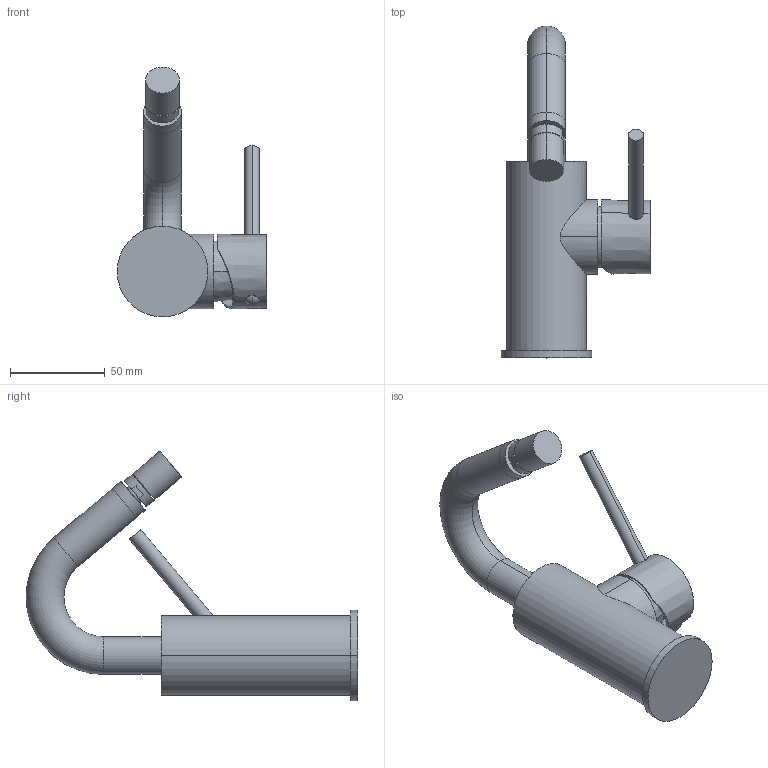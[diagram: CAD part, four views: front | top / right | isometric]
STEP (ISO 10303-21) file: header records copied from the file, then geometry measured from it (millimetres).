
FILE_DESCRIPTION((''),'2;1');
FILE_NAME('LIG938CR','2021-01-21T15:57:19',('ut3'),('PAFFONI SpA'),'CREO PARAMETRIC BY PTC INC, 2020044','CREO PARAMETRIC BY PTC INC, 2020044','');
FILE_SCHEMA(('CONFIG_CONTROL_DESIGN','SHAPE_APPEARANCE_LAYERS_GROUPS'));
Length unit declared in the file: millimetre
Products named in the file (1): LIG938CR
Bounding box: 79.15 x 175.5 x 132.16 mm (x, y, z)
Surface area: 45683.6 mm2 (no closed solid volume)
Topology: 0 solids, 21 shells, 123 faces, 327 edges, 220 vertices
Faces by surface type: cylinder 52, plane 52, cone 15, sphere 2, torus 2
Entity records: 5092 total; most frequent: CARTESIAN_POINT 1237, DIRECTION 617, ORIENTED_EDGE 576, EDGE_CURVE 323, AXIS2_PLACEMENT_3D 232, VERTEX_POINT 220, VECTOR 153, LINE 153
